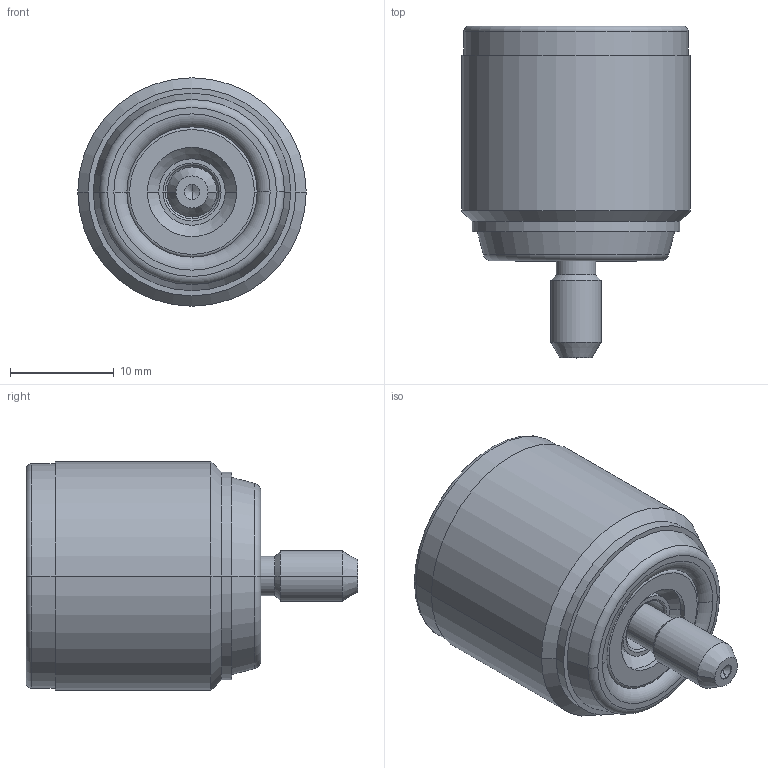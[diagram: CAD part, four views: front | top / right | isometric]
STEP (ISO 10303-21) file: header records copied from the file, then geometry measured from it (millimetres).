
FILE_DESCRIPTION((''),'2;1');
FILE_NAME('00117420000','2020-07-02T',('presta_be4'),(''),'CREO PARAMETRIC BY PTC INC, 2018360','CREO PARAMETRIC BY PTC INC, 2018360','');
FILE_SCHEMA(('CONFIG_CONTROL_DESIGN'));
Length unit declared in the file: millimetre
Products named in the file (1): 00117420000
Bounding box: 22 x 31.95 x 22 mm (x, y, z)
Volume: 6480.8 mm3; surface area: 8828.2 mm2
Topology: 1 solids, 3 shells, 1172 faces, 2934 edges, 1874 vertices
Faces by surface type: cylinder 530, plane 342, cone 186, bspline 48, torus 42, sphere 24
Entity records: 45352 total; most frequent: CARTESIAN_POINT 17020, DIRECTION 6162, ORIENTED_EDGE 5812, EDGE_CURVE 2906, AXIS2_PLACEMENT_3D 2504, VERTEX_POINT 1874, CIRCLE 1380, EDGE_LOOP 1334
